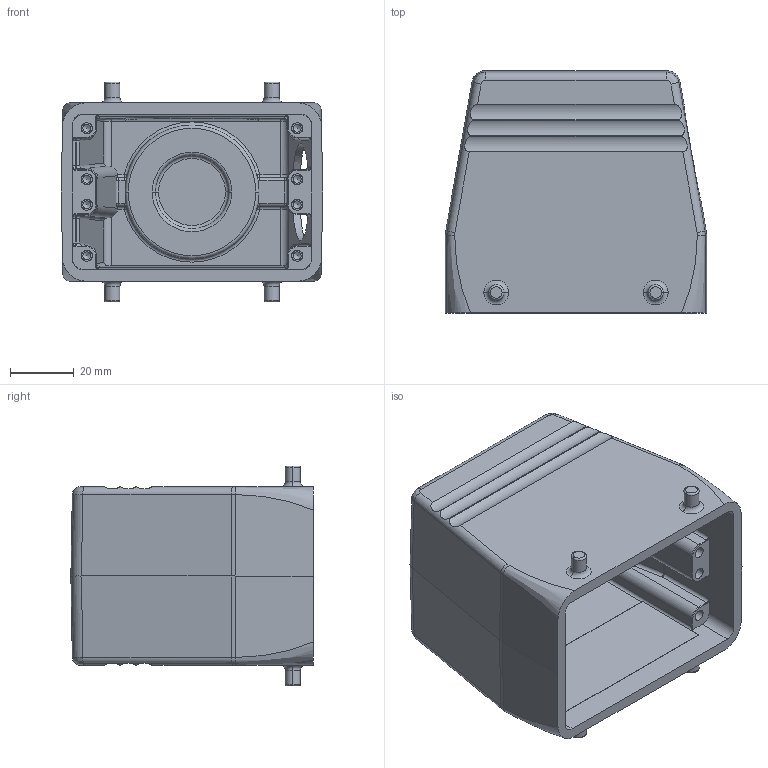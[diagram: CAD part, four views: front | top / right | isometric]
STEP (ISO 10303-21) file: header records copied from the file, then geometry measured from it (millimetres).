
FILE_DESCRIPTION(/* description */ (''),/* implementation_level */ '2;1');
FILE_NAME(/* name */ 'C146_21R032_500_4.stp',/* time_stamp */ '2015-11-05T10:35:47+01:00',/* author */ (''),/* organization */ (''),/* preprocessor_version */ 'ST-DEVELOPER v15',/* originating_system */ 'SIEMENS PLM Software NX 9.0',/* authorisation */ '');
FILE_SCHEMA (('AP203_CONFIGURATION_CONTROLLED_3D_DESIGN_OF_MECHANICAL_PARTS_AND_ASSEMBLIES_MIM_LF { 1 0 10303 403 2 1 2}'));
Length unit declared in the file: millimetre
Products named in the file (1): jens17D8E3FFc16b
Bounding box: 82 x 76 x 69 mm (x, y, z)
Volume: 95569.6 mm3; surface area: 44934.1 mm2
Topology: 1 solids, 1 shells, 365 faces, 874 edges, 523 vertices
Faces by surface type: cylinder 137, plane 86, bspline 54, torus 49, cone 24, sphere 15
Full cylindrical faces by diameter (mm): 2.5 x8
Entity records: 14643 total; most frequent: CARTESIAN_POINT 6613, ORIENTED_EDGE 1684, DIRECTION 1613, EDGE_CURVE 842, AXIS2_PLACEMENT_3D 648, VERTEX_POINT 515, EDGE_LOOP 395, ADVANCED_FACE 365
